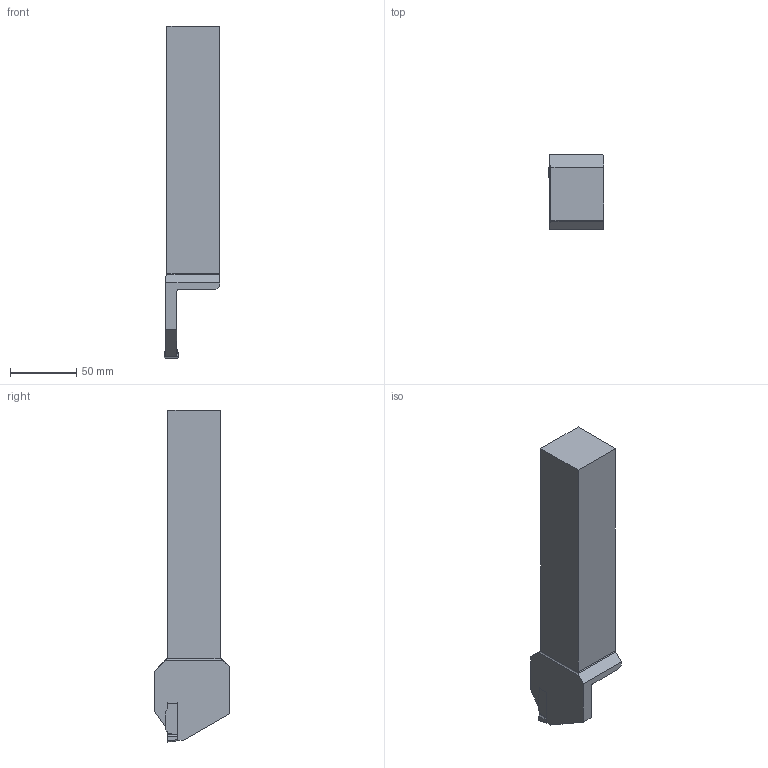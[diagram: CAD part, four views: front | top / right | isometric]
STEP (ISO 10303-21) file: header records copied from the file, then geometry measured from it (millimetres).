
FILE_DESCRIPTION(/* description */ (''),/* implementation_level */ '2;1');
FILE_NAME(/* name */ '1553148921191.stp',/* time_stamp */ '2019-03-21T11:45:38+05:00',/* author */ (''),/* organization */ ('SMS'),/* preprocessor_version */ 'ST-DEVELOPER v15',/* originating_system */ 'SIEMENS PLM Software NX 8.5',/* authorisation */ '');
FILE_SCHEMA (('AUTOMOTIVE_DESIGN { 1 0 10303 214 3 1 1 1 }'));
Length unit declared in the file: millimetre
Products named in the file (4): 201539479mod000_00; ASSEMBLY_CONSTRUCTION; 201701012mod000_00; 201701011mod000_00
Assembly tree (3 placements, depth 2):
  201701011mod000_00
    201701012mod000_00
    ASSEMBLY_CONSTRUCTION
    201539479mod000_00
Bounding box: 42.04 x 56.35 x 250 mm (x, y, z)
Volume: 339184.2 mm3; surface area: 42230.8 mm2
Topology: 2 solids, 2 shells, 52 faces, 145 edges, 103 vertices
Faces by surface type: plane 35, cylinder 13, extrusion 4
Entity records: 1920 total; most frequent: CARTESIAN_POINT 402, ORIENTED_EDGE 288, DIRECTION 286, EDGE_CURVE 144, VECTOR 112, LINE 108, VERTEX_POINT 96, AXIS2_PLACEMENT_3D 87
